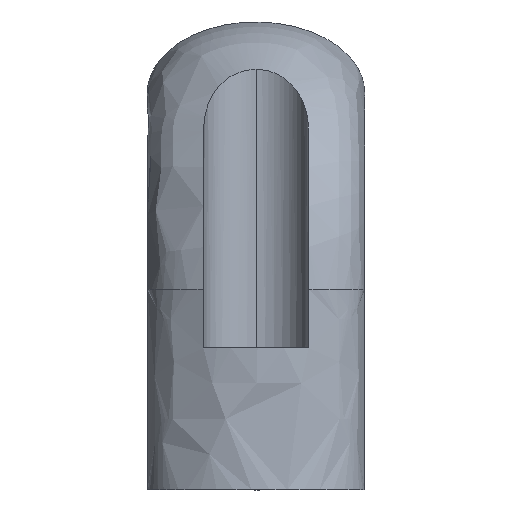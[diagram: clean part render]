
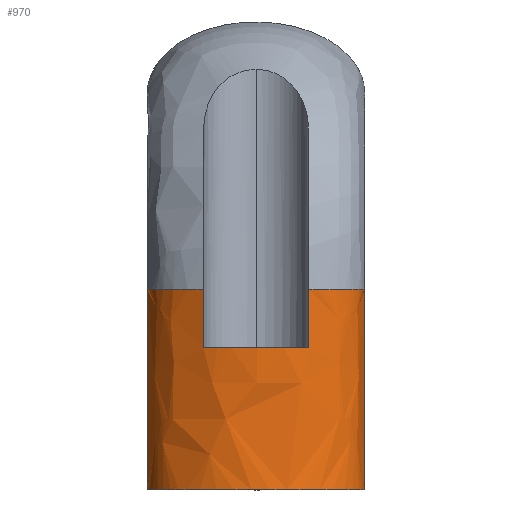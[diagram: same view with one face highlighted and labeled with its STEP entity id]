
A CAD part, front view. The second image highlights one B-rep face of the part: STEP entity #970.
In plain terms, the highlighted free-form (B-spline) face has degree [1, 2] with [2, 9] control points.
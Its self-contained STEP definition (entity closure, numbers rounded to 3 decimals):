
#220=CARTESIAN_POINT('',(13.,1.0,0.0));
#221=VERTEX_POINT('',#220);
#222=CARTESIAN_POINT('',(13.,1.0,24.));
#223=VERTEX_POINT('',#222);
#224=CARTESIAN_POINT('',(13.,1.0,0.0));
#225=DIRECTION('',(0.0,0.0,1.0));
#226=VECTOR('',#225,24.);
#227=LINE('',#224,#226);
#228=EDGE_CURVE('',#221,#223,#227,.T.);
#230=CARTESIAN_POINT('',(-13.,1.,0.0));
#231=VERTEX_POINT('',#230);
#239=CARTESIAN_POINT('',(-13.,1.,24.));
#240=VERTEX_POINT('',#239);
#241=CARTESIAN_POINT('',(-13.,1.,24.));
#242=DIRECTION('',(0.0,0.0,-1.0));
#243=VECTOR('',#242,24.);
#244=LINE('',#241,#243);
#245=EDGE_CURVE('',#240,#231,#244,.T.);
#534=CARTESIAN_POINT('',(6.3,-6.435,17.0));
#535=VERTEX_POINT('',#534);
#536=CARTESIAN_POINT('',(-6.3,-6.435,17.0));
#537=VERTEX_POINT('',#536);
#538=CARTESIAN_POINT('',(0.,1.0,17.0));
#539=DIRECTION('',(0.0,0.0,-1.0));
#540=DIRECTION('',(1.0,0.0,0.0));
#541=AXIS2_PLACEMENT_3D('',#538,#539,#540);
#542=ELLIPSE('',#541,13.0,8.5);
#543=EDGE_CURVE('',#535,#537,#542,.T.);
#585=CARTESIAN_POINT('',(-6.3,-6.435,24.));
#586=VERTEX_POINT('',#585);
#587=CARTESIAN_POINT('',(-6.3,-6.435,17.0));
#588=DIRECTION('',(0.0,0.0,1.0));
#589=VECTOR('',#588,7.0);
#590=LINE('',#587,#589);
#591=EDGE_CURVE('',#537,#586,#590,.T.);
#704=CARTESIAN_POINT('',(6.3,-6.435,24.));
#705=VERTEX_POINT('',#704);
#706=CARTESIAN_POINT('',(6.3,-6.435,24.));
#707=DIRECTION('',(0.0,0.0,-1.0));
#708=VECTOR('',#707,7.);
#709=LINE('',#706,#708);
#710=EDGE_CURVE('',#705,#535,#709,.T.);
#916=CARTESIAN_POINT('',(-13.,1.,24.));
#917=CARTESIAN_POINT('',(-13.,1.,0.0));
#918=CARTESIAN_POINT('',(-13.,-7.5,24.0));
#919=CARTESIAN_POINT('',(-13.,-7.5,0.0));
#920=CARTESIAN_POINT('',(0.,-7.5,24.));
#921=CARTESIAN_POINT('',(0.,-7.5,0.0));
#922=CARTESIAN_POINT('',(13.,-7.5,24.0));
#923=CARTESIAN_POINT('',(13.,-7.5,0.0));
#924=CARTESIAN_POINT('',(13.,1.,24.));
#925=CARTESIAN_POINT('',(13.,1.,0.0));
#926=CARTESIAN_POINT('',(13.,9.5,24.0));
#927=CARTESIAN_POINT('',(13.,9.5,0.0));
#928=CARTESIAN_POINT('',(0.,9.5,24.));
#929=CARTESIAN_POINT('',(0.,9.5,0.0));
#930=CARTESIAN_POINT('',(-13.,9.5,24.0));
#931=CARTESIAN_POINT('',(-13.,9.5,0.0));
#932=CARTESIAN_POINT('',(-13.,1.,24.));
#933=CARTESIAN_POINT('',(-13.,1.,0.0));
#941=(BOUNDED_SURFACE()B_SPLINE_SURFACE(1,2,((#916,#918,#920,#922,#924,#926,#928,#930,#932),(#917,#919,#921,#923,#925,#927,#929,#931,#933)),.UNSPECIFIED.,.F.,.T.,.F.)B_SPLINE_SURFACE_WITH_KNOTS((2,2),(3,2,2,2,3),(-1.846,0.0),(0.0,20.42,40.841,61.261,81.681),.UNSPECIFIED.)GEOMETRIC_REPRESENTATION_ITEM()RATIONAL_B_SPLINE_SURFACE(((1.0,0.707,1.0,0.707,1.0,0.707,1.0,0.707,1.0),(1.0,0.707,1.0,0.707,1.0,0.707,1.0,0.707,1.0)))REPRESENTATION_ITEM('')SURFACE());
#942=ORIENTED_EDGE('',*,*,#228,.T.);
#943=CARTESIAN_POINT('',(0.,1.0,24.));
#944=DIRECTION('',(0.0,0.0,-1.0));
#945=DIRECTION('',(1.0,0.0,0.0));
#946=AXIS2_PLACEMENT_3D('',#943,#944,#945);
#947=ELLIPSE('',#946,13.0,8.5);
#948=EDGE_CURVE('',#223,#705,#947,.T.);
#949=ORIENTED_EDGE('',*,*,#948,.T.);
#950=ORIENTED_EDGE('',*,*,#710,.T.);
#951=ORIENTED_EDGE('',*,*,#543,.T.);
#952=ORIENTED_EDGE('',*,*,#591,.T.);
#953=CARTESIAN_POINT('',(0.,1.0,24.));
#954=DIRECTION('',(0.0,0.0,-1.0));
#955=DIRECTION('',(1.0,0.0,0.0));
#956=AXIS2_PLACEMENT_3D('',#953,#954,#955);
#957=ELLIPSE('',#956,13.0,8.5);
#958=EDGE_CURVE('',#586,#240,#957,.T.);
#959=ORIENTED_EDGE('',*,*,#958,.T.);
#960=ORIENTED_EDGE('',*,*,#245,.T.);
#961=CARTESIAN_POINT('',(0.,1.0,0.0));
#962=DIRECTION('',(0.0,0.0,1.0));
#963=DIRECTION('',(1.0,0.0,0.0));
#964=AXIS2_PLACEMENT_3D('',#961,#962,#963);
#965=ELLIPSE('',#964,13.0,8.5);
#966=EDGE_CURVE('',#231,#221,#965,.T.);
#967=ORIENTED_EDGE('',*,*,#966,.T.);
#968=EDGE_LOOP('',(#942,#949,#950,#951,#952,#959,#960,#967));
#969=FACE_OUTER_BOUND('',#968,.T.);
#970=ADVANCED_FACE('',(#969),#941,.T.);
